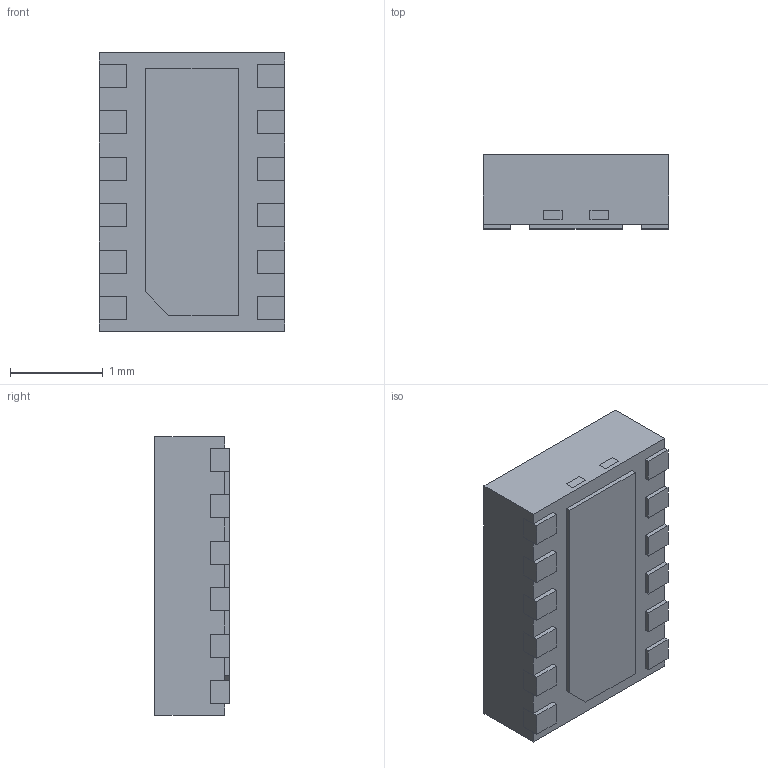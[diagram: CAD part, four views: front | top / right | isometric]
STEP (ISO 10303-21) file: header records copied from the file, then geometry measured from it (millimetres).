
FILE_DESCRIPTION (( 'STEP AP214' ), '1' );
FILE_NAME ('DSS12B.STEP', '2024-11-27T10:37:03', ( '' ), ( '' ), 'SwSTEP 2.0', 'SolidWorks 2021', '' );
FILE_SCHEMA (( 'AUTOMOTIVE_DESIGN' ));
Length unit declared in the file: millimetre
Products named in the file (1): DSS12B
Bounding box: 2 x 0.8 x 3 mm (x, y, z)
Volume: 4.7 mm3; surface area: 33.9 mm2
Topology: 15 solids, 15 shells, 174 faces, 438 edges, 292 vertices
Faces by surface type: plane 170, cylinder 4
Entity records: 6012 total; most frequent: CARTESIAN_POINT 905, ORIENTED_EDGE 876, DIRECTION 796, EDGE_CURVE 438, VECTOR 430, LINE 430, VERTEX_POINT 292, AXIS2_PLACEMENT_3D 183
